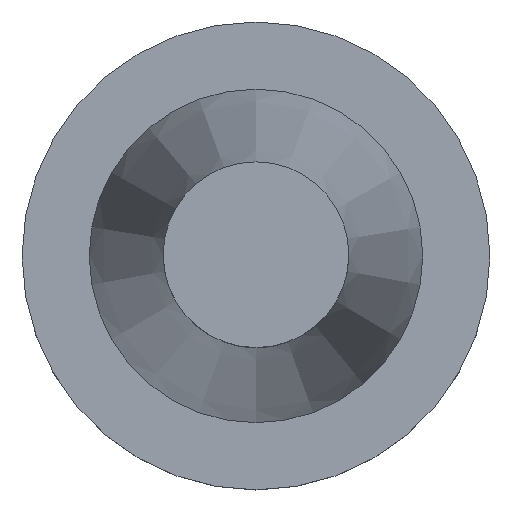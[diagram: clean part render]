
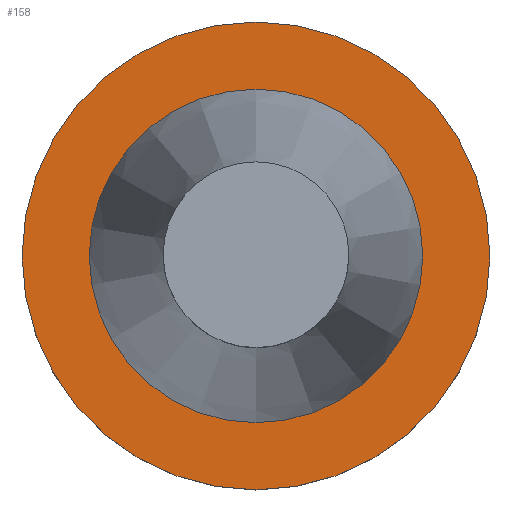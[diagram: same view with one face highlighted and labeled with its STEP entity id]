
A CAD part, top view. The second image highlights one B-rep face of the part: STEP entity #158.
In plain terms, the highlighted planar face has unit normal (0, 0, 1).
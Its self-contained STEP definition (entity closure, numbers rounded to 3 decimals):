
#57=FACE_BOUND('',#229,.T.);
#58=FACE_BOUND('',#230,.T.);
#158=ADVANCED_FACE('',(#57,#58),#176,.F.);
#176=PLANE('',#561);
#229=EDGE_LOOP('',(#337));
#230=EDGE_LOOP('',(#338,#339));
#337=ORIENTED_EDGE('',*,*,#451,.T.);
#338=ORIENTED_EDGE('',*,*,#452,.T.);
#339=ORIENTED_EDGE('',*,*,#453,.T.);
#392=VERTEX_POINT('',#902);
#393=VERTEX_POINT('',#905);
#394=VERTEX_POINT('',#906);
#451=EDGE_CURVE('',#392,#392,#482,.T.);
#452=EDGE_CURVE('',#393,#394,#483,.T.);
#453=EDGE_CURVE('',#394,#393,#484,.T.);
#482=CIRCLE('',#557,31.5);
#483=CIRCLE('',#559,22.458);
#484=CIRCLE('',#560,22.458);
#557=AXIS2_PLACEMENT_3D('',#901,#688,#689);
#559=AXIS2_PLACEMENT_3D('',#904,#692,#693);
#560=AXIS2_PLACEMENT_3D('',#907,#694,#695);
#561=AXIS2_PLACEMENT_3D('',#908,#696,#697);
#688=DIRECTION('',(0.,0.,1.));
#689=DIRECTION('',(-1.,0.,0.));
#692=DIRECTION('',(0.,0.,-1.));
#693=DIRECTION('',(-1.,0.,0.));
#694=DIRECTION('',(0.,0.,-1.));
#695=DIRECTION('',(-1.,0.,0.));
#696=DIRECTION('',(0.,0.,-1.));
#697=DIRECTION('',(0.,1.,0.));
#901=CARTESIAN_POINT('',(0.,0.,-1.6));
#902=CARTESIAN_POINT('',(-31.5,0.,-1.6));
#904=CARTESIAN_POINT('',(0.,0.,-1.6));
#905=CARTESIAN_POINT('',(0.,22.458,-1.6));
#906=CARTESIAN_POINT('',(0.,-22.458,-1.6));
#907=CARTESIAN_POINT('',(0.,0.,-1.6));
#908=CARTESIAN_POINT('',(0.,0.,-1.6));
